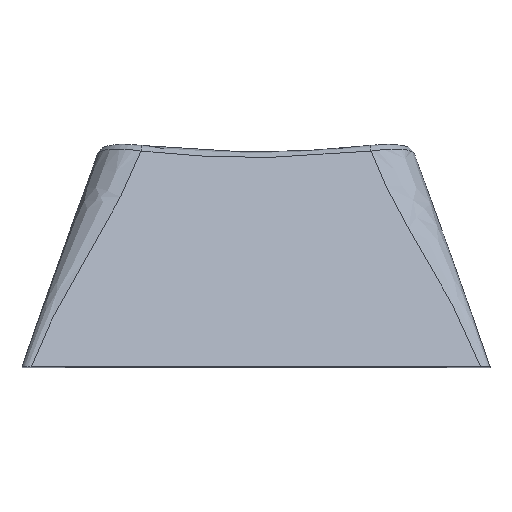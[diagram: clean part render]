
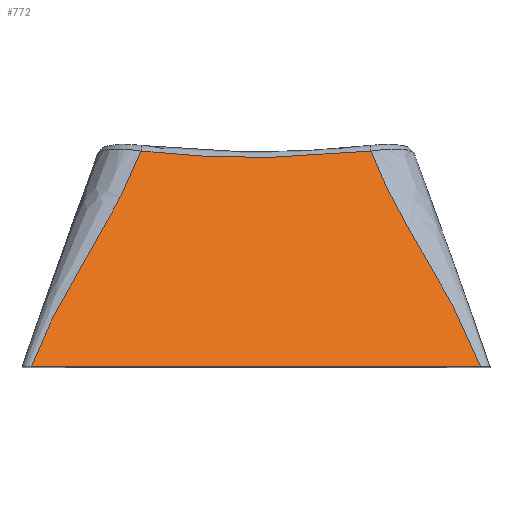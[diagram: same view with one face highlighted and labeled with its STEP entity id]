
A CAD part, top view. The second image highlights one B-rep face of the part: STEP entity #772.
In plain terms, the highlighted planar face has unit normal (0, 0.438, 0.899).
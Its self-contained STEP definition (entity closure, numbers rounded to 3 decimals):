
#595=VERTEX_POINT('',#596);
#596=CARTESIAN_POINT('',(17.637,0.0,0.0));
#608=EDGE_CURVE('',#595,#609,#611,.F.);
#609=VERTEX_POINT('',#610);
#610=CARTESIAN_POINT('',(0.363,0.0,0.0));
#611=LINE('',#612,#613);
#612=CARTESIAN_POINT('',(0.0,0.0,0.0));
#613=VECTOR('',#614,1.0);
#614=DIRECTION('',(1.0,0.0,0.0));
#772=ADVANCED_FACE('',(#773),#835,.T.);
#773=FACE_BOUND('',#774,.T.);
#774=EDGE_LOOP('',(#775,#801,#810,#834));
#775=ORIENTED_EDGE('',*,*,#776,.T.);
#776=EDGE_CURVE('',#595,#777,#779,.T.);
#777=VERTEX_POINT('',#778);
#778=CARTESIAN_POINT('',(13.429,8.306,-4.043));
#779=B_SPLINE_CURVE_WITH_KNOTS('',2,(#780,#781,#782,#783,#784,#785,#786,#787,#788,#789,#790,#791,#792,#793,#794,#795,#796,#797,#798,#799,#800),.UNSPECIFIED.,.F.,.U.,(3,2,2,2,2,2,2,2,2,2,3),(0.0,0.125,0.25,0.375,0.5,0.625,0.75,0.875,0.938,0.969,1.0),.UNSPECIFIED.);
#780=CARTESIAN_POINT('',(17.637,0.,0.));
#781=CARTESIAN_POINT('',(17.452,0.527,-0.256));
#782=CARTESIAN_POINT('',(17.194,1.098,-0.535));
#783=CARTESIAN_POINT('',(16.966,1.606,-0.782));
#784=CARTESIAN_POINT('',(16.668,2.174,-1.058));
#785=CARTESIAN_POINT('',(16.42,2.648,-1.289));
#786=CARTESIAN_POINT('',(16.086,3.234,-1.574));
#787=CARTESIAN_POINT('',(15.885,3.586,-1.745));
#788=CARTESIAN_POINT('',(15.475,4.286,-2.086));
#789=CARTESIAN_POINT('',(15.063,4.989,-2.428));
#790=CARTESIAN_POINT('',(14.864,5.338,-2.598));
#791=CARTESIAN_POINT('',(14.53,5.924,-2.883));
#792=CARTESIAN_POINT('',(14.283,6.398,-3.114));
#793=CARTESIAN_POINT('',(13.986,6.969,-3.392));
#794=CARTESIAN_POINT('',(13.763,7.475,-3.638));
#795=CARTESIAN_POINT('',(13.64,7.754,-3.774));
#796=CARTESIAN_POINT('',(13.535,8.023,-3.905));
#797=CARTESIAN_POINT('',(13.482,8.159,-3.971));
#798=CARTESIAN_POINT('',(13.431,8.299,-4.039));
#799=CARTESIAN_POINT('',(13.425,8.315,-4.047));
#800=CARTESIAN_POINT('',(13.332,8.577,-4.174));
#801=ORIENTED_EDGE('',*,*,#802,.T.);
#802=EDGE_CURVE('',#777,#803,#805,.T.);
#803=VERTEX_POINT('',#804);
#804=CARTESIAN_POINT('',(4.571,8.306,-4.043));
#805=ELLIPSE('',#806,37.841,36.65);
#806=AXIS2_PLACEMENT_3D('',#807,#808,#809);
#807=CARTESIAN_POINT('',(9.0,42.082,-20.481));
#808=DIRECTION('',(0.0,-0.438,-0.899));
#809=DIRECTION('',(0.0,-0.899,0.438));
#810=ORIENTED_EDGE('',*,*,#811,.T.);
#811=EDGE_CURVE('',#803,#609,#812,.T.);
#812=B_SPLINE_CURVE_WITH_KNOTS('',2,(#813,#814,#815,#816,#817,#818,#819,#820,#821,#822,#823,#824,#825,#826,#827,#828,#829,#830,#831,#832,#833),.UNSPECIFIED.,.F.,.U.,(3,2,2,2,2,2,2,2,2,2,3),(0.0,0.031,0.063,0.125,0.25,0.375,0.5,0.625,0.75,0.875,1.0),.UNSPECIFIED.);
#813=CARTESIAN_POINT('',(4.668,8.577,-4.174));
#814=CARTESIAN_POINT('',(4.575,8.316,-4.047));
#815=CARTESIAN_POINT('',(4.569,8.299,-4.039));
#816=CARTESIAN_POINT('',(4.518,8.16,-3.971));
#817=CARTESIAN_POINT('',(4.465,8.023,-3.905));
#818=CARTESIAN_POINT('',(4.361,7.755,-3.774));
#819=CARTESIAN_POINT('',(4.237,7.475,-3.638));
#820=CARTESIAN_POINT('',(4.014,6.97,-3.392));
#821=CARTESIAN_POINT('',(3.717,6.398,-3.114));
#822=CARTESIAN_POINT('',(3.47,5.925,-2.883));
#823=CARTESIAN_POINT('',(3.136,5.338,-2.598));
#824=CARTESIAN_POINT('',(2.937,4.989,-2.428));
#825=CARTESIAN_POINT('',(2.525,4.286,-2.086));
#826=CARTESIAN_POINT('',(2.116,3.587,-1.746));
#827=CARTESIAN_POINT('',(1.914,3.234,-1.574));
#828=CARTESIAN_POINT('',(1.581,2.648,-1.289));
#829=CARTESIAN_POINT('',(1.332,2.174,-1.058));
#830=CARTESIAN_POINT('',(1.035,1.607,-0.782));
#831=CARTESIAN_POINT('',(0.806,1.098,-0.535));
#832=CARTESIAN_POINT('',(0.549,0.527,-0.257));
#833=CARTESIAN_POINT('',(0.363,0.,0.));
#834=ORIENTED_EDGE('',*,*,#608,.F.);
#835=PLANE('',#836);
#836=AXIS2_PLACEMENT_3D('',#837,#838,#839);
#837=CARTESIAN_POINT('',(0.0,0.0,0.0));
#838=DIRECTION('',(0.0,0.438,0.899));
#839=DIRECTION('',(0.0,-0.899,0.438));
